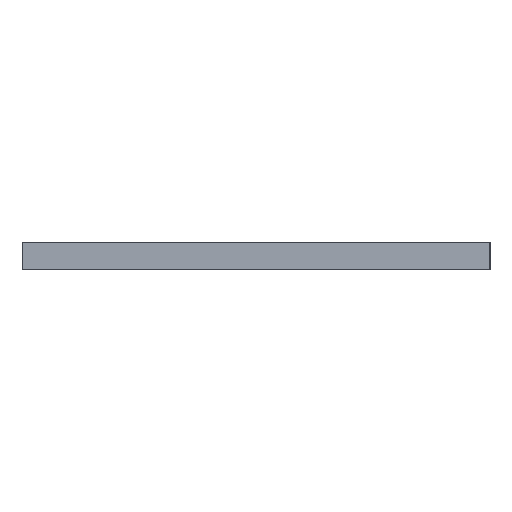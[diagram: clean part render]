
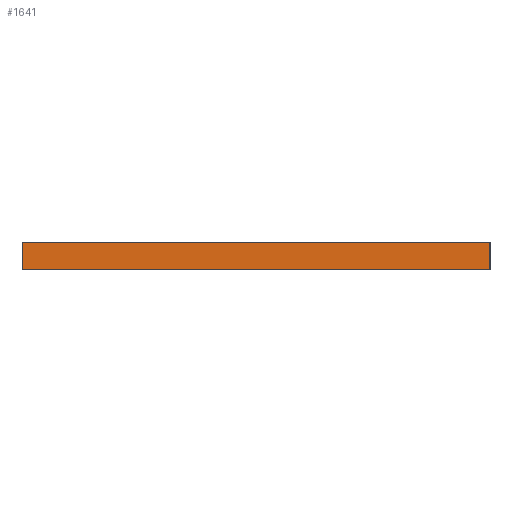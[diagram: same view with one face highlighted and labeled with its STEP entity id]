
A CAD part, left-side view. The second image highlights one B-rep face of the part: STEP entity #1641.
In plain terms, the highlighted planar face has unit normal (-1, 0, 0).
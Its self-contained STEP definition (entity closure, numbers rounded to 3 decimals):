
#415=FACE_OUTER_BOUND('',#562,.T.);
#562=EDGE_LOOP('',(#1482,#1483,#1484,#1485));
#621=LINE('',#2380,#699);
#627=LINE('',#2505,#705);
#696=LINE('',#2803,#774);
#698=LINE('',#2806,#776);
#699=VECTOR('',#1874,10.);
#705=VECTOR('',#1996,10.);
#774=VECTOR('',#2369,10.);
#776=VECTOR('',#2373,10.);
#777=VERTEX_POINT('',#2378);
#778=VERTEX_POINT('',#2379);
#839=VERTEX_POINT('',#2503);
#916=VERTEX_POINT('',#2802);
#917=EDGE_CURVE('',#777,#778,#621,.T.);
#980=EDGE_CURVE('',#778,#839,#627,.T.);
#1124=EDGE_CURVE('',#916,#777,#696,.T.);
#1126=EDGE_CURVE('',#916,#839,#698,.T.);
#1482=ORIENTED_EDGE('',*,*,#917,.T.);
#1483=ORIENTED_EDGE('',*,*,#980,.T.);
#1484=ORIENTED_EDGE('',*,*,#1126,.F.);
#1485=ORIENTED_EDGE('',*,*,#1124,.T.);
#1560=PLANE('',#1868);
#1641=ADVANCED_FACE('',(#415),#1560,.T.);
#1868=AXIS2_PLACEMENT_3D('',#2805,#2371,#2372);
#1874=DIRECTION('',(0.,1.,0.));
#1996=DIRECTION('',(0.,0.,-1.));
#2369=DIRECTION('',(0.,0.,1.));
#2371=DIRECTION('center_axis',(-1.,0.,0.));
#2372=DIRECTION('ref_axis',(0.,1.,0.));
#2373=DIRECTION('',(0.,1.,0.));
#2378=CARTESIAN_POINT('',(0.,0.,1.825));
#2379=CARTESIAN_POINT('',(0.,85.47,1.825));
#2380=CARTESIAN_POINT('',(0.,21.368,1.825));
#2503=CARTESIAN_POINT('',(0.,85.47,-3.175));
#2505=CARTESIAN_POINT('',(0.,85.47,0.));
#2802=CARTESIAN_POINT('',(0.,0.,-3.175));
#2803=CARTESIAN_POINT('',(0.,0.,0.));
#2805=CARTESIAN_POINT('Origin',(0.,0.,0.));
#2806=CARTESIAN_POINT('',(0.,85.47,-3.175));
